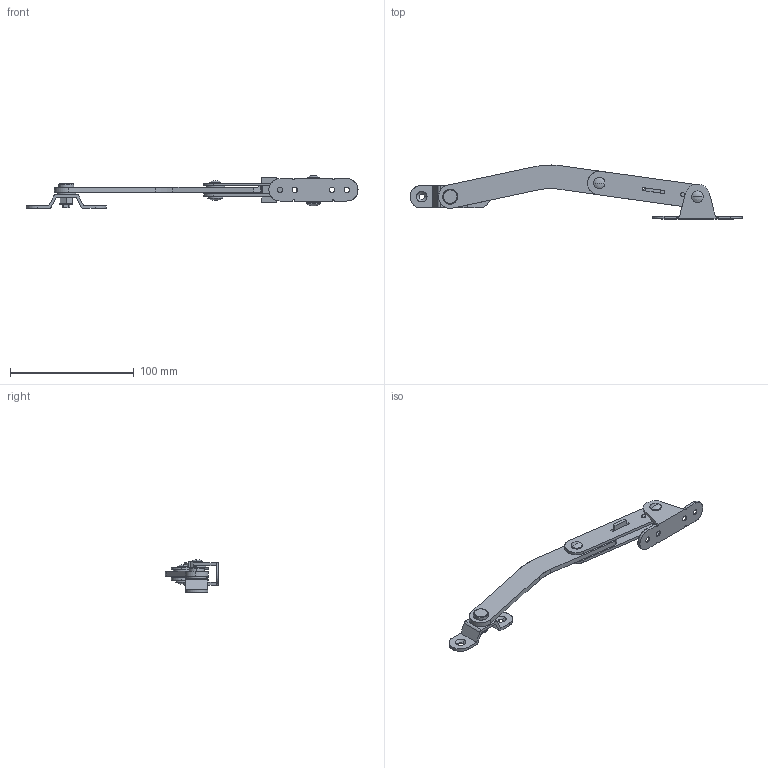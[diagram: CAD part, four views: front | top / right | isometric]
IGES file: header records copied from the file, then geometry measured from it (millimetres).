
Start section: SolidWorks IGES file using analytic representation for surfaces
Global section: file name: B-450-3.IGS,15; native system: HSolidWorks 2007; preprocessor: SolidWorks 2007; author: nhaneda; date: 101101.163741; units: millimetre
Bounding box: 268.23 x 43.61 x 26.6 mm (x, y, z)
Surface area: 29813.7 mm2 (no closed solid volume)
Topology: 0 solids, 0 shells, 271 faces, 4422 edges, 4418 vertices
Faces by surface type: revolution 141, bspline 130
